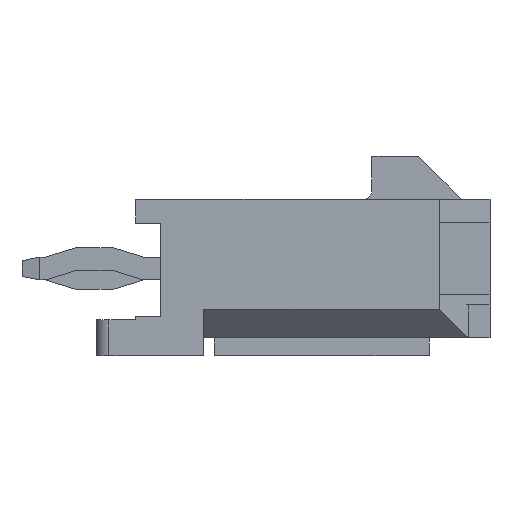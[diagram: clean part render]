
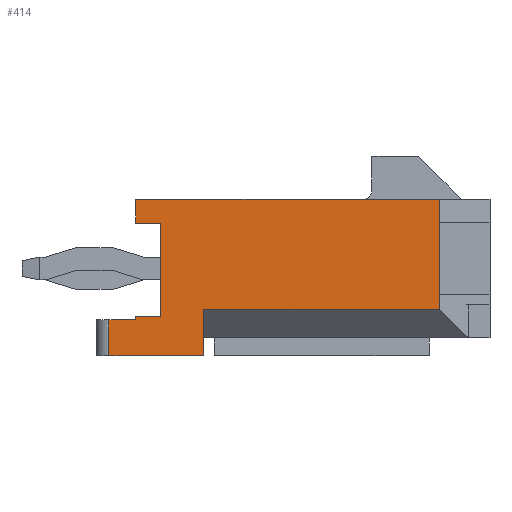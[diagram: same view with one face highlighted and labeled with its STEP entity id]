
A CAD part, left-side view. The second image highlights one B-rep face of the part: STEP entity #414.
In plain terms, the highlighted planar face has unit normal (-1, 0, 0).
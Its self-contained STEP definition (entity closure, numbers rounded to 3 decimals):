
#414 = ADVANCED_FACE( '', ( #894 ), #895, .T. );
#894 = FACE_OUTER_BOUND( '', #1457, .T. );
#895 = PLANE( '', #1458 );
#1457 = EDGE_LOOP( '', ( #2504, #2505, #2506, #2507, #2508, #2509, #2510, #2511, #2512, #2513, #2514, #2515, #2516, #2517 ) );
#1458 = AXIS2_PLACEMENT_3D( '', #2518, #2519, #2520 );
#2504 = ORIENTED_EDGE( '', *, *, #3640, .F. );
#2505 = ORIENTED_EDGE( '', *, *, #3860, .T. );
#2506 = ORIENTED_EDGE( '', *, *, #3826, .F. );
#2507 = ORIENTED_EDGE( '', *, *, #3941, .F. );
#2508 = ORIENTED_EDGE( '', *, *, #3942, .F. );
#2509 = ORIENTED_EDGE( '', *, *, #3779, .T. );
#2510 = ORIENTED_EDGE( '', *, *, #3943, .T. );
#2511 = ORIENTED_EDGE( '', *, *, #3578, .T. );
#2512 = ORIENTED_EDGE( '', *, *, #3550, .T. );
#2513 = ORIENTED_EDGE( '', *, *, #3939, .T. );
#2514 = ORIENTED_EDGE( '', *, *, #3835, .T. );
#2515 = ORIENTED_EDGE( '', *, *, #3944, .T. );
#2516 = ORIENTED_EDGE( '', *, *, #3945, .T. );
#2517 = ORIENTED_EDGE( '', *, *, #3809, .T. );
#2518 = CARTESIAN_POINT( '', ( -6.325, 0., 0. ) );
#2519 = DIRECTION( '', ( -1., 0., 0. ) );
#2520 = DIRECTION( '', ( 0., 0., 1. ) );
#3550 = EDGE_CURVE( '', #4256, #4261, #4263, .T. );
#3578 = EDGE_CURVE( '', #4307, #4256, #4311, .T. );
#3640 = EDGE_CURVE( '', #4420, #4422, #4423, .T. );
#3779 = EDGE_CURVE( '', #4661, #4659, #4662, .T. );
#3809 = EDGE_CURVE( '', #4707, #4422, #4708, .T. );
#3826 = EDGE_CURVE( '', #4734, #4735, #4736, .T. );
#3835 = EDGE_CURVE( '', #4751, #4749, #4752, .T. );
#3860 = EDGE_CURVE( '', #4420, #4735, #4791, .T. );
#3939 = EDGE_CURVE( '', #4261, #4751, #4901, .T. );
#3941 = EDGE_CURVE( '', #4500, #4734, #4903, .T. );
#3942 = EDGE_CURVE( '', #4661, #4500, #4904, .T. );
#3943 = EDGE_CURVE( '', #4659, #4307, #4905, .T. );
#3944 = EDGE_CURVE( '', #4749, #4906, #4907, .T. );
#3945 = EDGE_CURVE( '', #4906, #4707, #4908, .T. );
#4256 = VERTEX_POINT( '', #5297 );
#4261 = VERTEX_POINT( '', #5304 );
#4263 = LINE( '', #5307, #5308 );
#4307 = VERTEX_POINT( '', #5371 );
#4311 = LINE( '', #5377, #5378 );
#4420 = VERTEX_POINT( '', #5537 );
#4422 = VERTEX_POINT( '', #5540 );
#4423 = LINE( '', #5541, #5542 );
#4500 = VERTEX_POINT( '', #5653 );
#4659 = VERTEX_POINT( '', #5891 );
#4661 = VERTEX_POINT( '', #5894 );
#4662 = LINE( '', #5895, #5896 );
#4707 = VERTEX_POINT( '', #5965 );
#4708 = LINE( '', #5966, #5967 );
#4734 = VERTEX_POINT( '', #6005 );
#4735 = VERTEX_POINT( '', #6006 );
#4736 = LINE( '', #6007, #6008 );
#4749 = VERTEX_POINT( '', #6027 );
#4751 = VERTEX_POINT( '', #6030 );
#4752 = LINE( '', #6031, #6032 );
#4791 = LINE( '', #6088, #6089 );
#4901 = LINE( '', #6259, #6260 );
#4903 = LINE( '', #6262, #6263 );
#4904 = LINE( '', #6264, #6265 );
#4905 = LINE( '', #6266, #6267 );
#4906 = VERTEX_POINT( '', #6268 );
#4907 = LINE( '', #6269, #6270 );
#4908 = LINE( '', #6271, #6272 );
#5297 = CARTESIAN_POINT( '', ( -6.325, 4.25, 1.515 ) );
#5304 = CARTESIAN_POINT( '', ( -6.325, 4.25, -1.085 ) );
#5307 = CARTESIAN_POINT( '', ( -6.325, 4.25, 0. ) );
#5308 = VECTOR( '', #6795, 1000. );
#5371 = CARTESIAN_POINT( '', ( -6.325, 4.95, 1.515 ) );
#5377 = CARTESIAN_POINT( '', ( -6.325, 0., 1.515 ) );
#5378 = VECTOR( '', #6817, 1000. );
#5537 = CARTESIAN_POINT( '', ( -6.325, 3.05, -0.885 ) );
#5540 = CARTESIAN_POINT( '', ( -6.325, 3.05, -2.185 ) );
#5541 = CARTESIAN_POINT( '', ( -6.325, 3.05, -1.685 ) );
#5542 = VECTOR( '', #6869, 1000. );
#5653 = CARTESIAN_POINT( '', ( -6.325, -3.536, 1.535 ) );
#5891 = CARTESIAN_POINT( '', ( -6.325, 4.95, 2.185 ) );
#5894 = CARTESIAN_POINT( '', ( -6.325, -3.536, 2.185 ) );
#5895 = CARTESIAN_POINT( '', ( -6.325, -4.95, 2.185 ) );
#5896 = VECTOR( '', #6990, 1000. );
#5965 = CARTESIAN_POINT( '', ( -6.325, 5.7, -2.185 ) );
#5966 = CARTESIAN_POINT( '', ( -6.325, 4.95, -2.185 ) );
#5967 = VECTOR( '', #7015, 1000. );
#6005 = CARTESIAN_POINT( '', ( -6.325, -3.536, -0.465 ) );
#6006 = CARTESIAN_POINT( '', ( -6.325, -3.536, -0.885 ) );
#6007 = CARTESIAN_POINT( '', ( -6.325, -3.536, 0. ) );
#6008 = VECTOR( '', #7031, 1000. );
#6027 = CARTESIAN_POINT( '', ( -6.325, 4.95, -1.185 ) );
#6030 = CARTESIAN_POINT( '', ( -6.325, 4.95, -1.085 ) );
#6031 = CARTESIAN_POINT( '', ( -6.325, 4.95, 2.185 ) );
#6032 = VECTOR( '', #7039, 1000. );
#6088 = CARTESIAN_POINT( '', ( -6.325, 0., -0.885 ) );
#6089 = VECTOR( '', #7063, 1000. );
#6259 = CARTESIAN_POINT( '', ( -6.325, 0., -1.085 ) );
#6260 = VECTOR( '', #7124, 1000. );
#6262 = CARTESIAN_POINT( '', ( -6.325, -3.536, 1.535 ) );
#6263 = VECTOR( '', #7125, 1000. );
#6264 = CARTESIAN_POINT( '', ( -6.325, -3.536, 0. ) );
#6265 = VECTOR( '', #7126, 1000. );
#6266 = CARTESIAN_POINT( '', ( -6.325, 4.95, 2.185 ) );
#6267 = VECTOR( '', #7127, 1000. );
#6268 = CARTESIAN_POINT( '', ( -6.325, 5.7, -1.185 ) );
#6269 = CARTESIAN_POINT( '', ( -6.325, 4.95, -1.185 ) );
#6270 = VECTOR( '', #7128, 1000. );
#6271 = CARTESIAN_POINT( '', ( -6.325, 5.7, -1.185 ) );
#6272 = VECTOR( '', #7129, 1000. );
#6795 = DIRECTION( '', ( 0., 0., -1. ) );
#6817 = DIRECTION( '', ( 0., -1., 0. ) );
#6869 = DIRECTION( '', ( 0., 0., -1. ) );
#6990 = DIRECTION( '', ( 0., 1., 0. ) );
#7015 = DIRECTION( '', ( 0., -1., 0. ) );
#7031 = DIRECTION( '', ( 0., 0., -1. ) );
#7039 = DIRECTION( '', ( 0., 0., -1. ) );
#7063 = DIRECTION( '', ( 0., -1., 0. ) );
#7124 = DIRECTION( '', ( 0., 1., 0. ) );
#7125 = DIRECTION( '', ( 0., 0., -1. ) );
#7126 = DIRECTION( '', ( 0., 0., -1. ) );
#7127 = DIRECTION( '', ( 0., 0., -1. ) );
#7128 = DIRECTION( '', ( 0., 1., 0. ) );
#7129 = DIRECTION( '', ( 0., 0., -1. ) );
